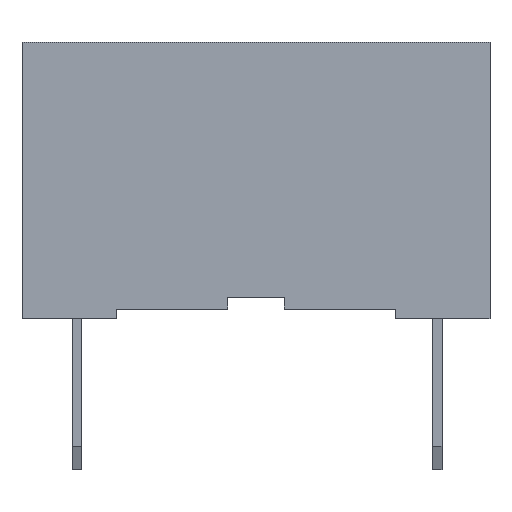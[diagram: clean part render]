
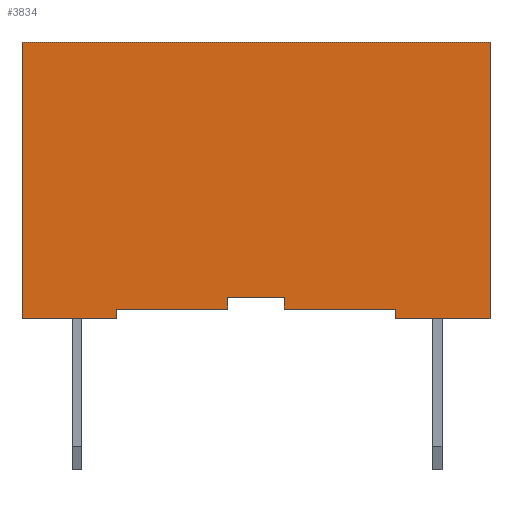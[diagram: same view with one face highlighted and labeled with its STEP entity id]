
A CAD part, left-side view. The second image highlights one B-rep face of the part: STEP entity #3834.
In plain terms, the highlighted planar face has unit normal (-1, 0, 0).
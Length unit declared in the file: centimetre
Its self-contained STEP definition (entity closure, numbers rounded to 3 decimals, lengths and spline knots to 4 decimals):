
#233=FACE_OUTER_BOUND('',#449,.T.);
#449=EDGE_LOOP('',(#2994,#2995,#2996,#2997,#2998,#2999,#3000,#3001,#3002,
#3003,#3004,#3005));
#750=LINE('',#5386,#1229);
#803=LINE('',#5620,#1282);
#810=LINE('',#5635,#1289);
#821=LINE('',#5656,#1300);
#843=LINE('',#5699,#1322);
#848=LINE('',#5708,#1327);
#859=LINE('',#5730,#1338);
#862=LINE('',#5735,#1341);
#870=LINE('',#5750,#1349);
#871=LINE('',#5751,#1350);
#872=LINE('',#5753,#1351);
#873=LINE('',#5754,#1352);
#1229=VECTOR('',#4473,1.);
#1282=VECTOR('',#4528,1.);
#1289=VECTOR('',#4539,1.);
#1300=VECTOR('',#4556,1.);
#1322=VECTOR('',#4586,1.);
#1327=VECTOR('',#4593,1.);
#1338=VECTOR('',#4608,1.);
#1341=VECTOR('',#4613,1.);
#1349=VECTOR('',#4633,1.);
#1350=VECTOR('',#4634,1.);
#1351=VECTOR('',#4635,1.);
#1352=VECTOR('',#4636,1.);
#1660=VERTEX_POINT('',#5383);
#1661=VERTEX_POINT('',#5385);
#1739=VERTEX_POINT('',#5616);
#1741=VERTEX_POINT('',#5619);
#1747=VERTEX_POINT('',#5634);
#1754=VERTEX_POINT('',#5654);
#1771=VERTEX_POINT('',#5698);
#1774=VERTEX_POINT('',#5706);
#1783=VERTEX_POINT('',#5729);
#1784=VERTEX_POINT('',#5733);
#1785=VERTEX_POINT('',#5749);
#1786=VERTEX_POINT('',#5752);
#2090=EDGE_CURVE('',#1660,#1661,#750,.T.);
#2170=EDGE_CURVE('',#1739,#1741,#803,.T.);
#2177=EDGE_CURVE('',#1747,#1741,#810,.T.);
#2188=EDGE_CURVE('',#1739,#1754,#821,.T.);
#2210=EDGE_CURVE('',#1771,#1747,#843,.T.);
#2215=EDGE_CURVE('',#1754,#1774,#848,.T.);
#2226=EDGE_CURVE('',#1783,#1771,#859,.T.);
#2229=EDGE_CURVE('',#1774,#1784,#862,.T.);
#2237=EDGE_CURVE('',#1785,#1784,#870,.T.);
#2238=EDGE_CURVE('',#1661,#1785,#871,.T.);
#2239=EDGE_CURVE('',#1786,#1660,#872,.T.);
#2240=EDGE_CURVE('',#1783,#1786,#873,.T.);
#2994=ORIENTED_EDGE('',*,*,#2188,.T.);
#2995=ORIENTED_EDGE('',*,*,#2215,.T.);
#2996=ORIENTED_EDGE('',*,*,#2229,.T.);
#2997=ORIENTED_EDGE('',*,*,#2237,.F.);
#2998=ORIENTED_EDGE('',*,*,#2238,.F.);
#2999=ORIENTED_EDGE('',*,*,#2090,.F.);
#3000=ORIENTED_EDGE('',*,*,#2239,.F.);
#3001=ORIENTED_EDGE('',*,*,#2240,.F.);
#3002=ORIENTED_EDGE('',*,*,#2226,.T.);
#3003=ORIENTED_EDGE('',*,*,#2210,.T.);
#3004=ORIENTED_EDGE('',*,*,#2177,.T.);
#3005=ORIENTED_EDGE('',*,*,#2170,.F.);
#3667=PLANE('',#4060);
#3834=ADVANCED_FACE('',(#233),#3667,.F.);
#4060=AXIS2_PLACEMENT_3D('',#5748,#4631,#4632);
#4473=DIRECTION('',(0.,-1.,0.));
#4528=DIRECTION('',(0.,1.,0.));
#4539=DIRECTION('',(0.,0.,1.));
#4556=DIRECTION('',(0.,0.,-1.));
#4586=DIRECTION('',(0.,-1.,0.));
#4593=DIRECTION('',(0.,-1.,0.));
#4608=DIRECTION('',(0.,0.,1.));
#4613=DIRECTION('',(0.,0.,-1.));
#4631=DIRECTION('center_axis',(1.,0.,0.));
#4632=DIRECTION('ref_axis',(0.,0.,-1.));
#4633=DIRECTION('',(0.,1.,0.));
#4634=DIRECTION('',(0.,0.,-1.));
#4635=DIRECTION('',(0.,0.,1.));
#4636=DIRECTION('',(0.,1.,0.));
#5383=CARTESIAN_POINT('',(-0.322,0.495,0.2925));
#5385=CARTESIAN_POINT('',(-0.322,-0.495,0.2925));
#5386=CARTESIAN_POINT('',(-0.322,-0.495,0.2925));
#5616=CARTESIAN_POINT('',(-0.322,-0.06,-0.2475));
#5619=CARTESIAN_POINT('',(-0.322,0.06,-0.2475));
#5620=CARTESIAN_POINT('',(-0.322,-0.06,-0.2475));
#5634=CARTESIAN_POINT('',(-0.322,0.06,-0.2725));
#5635=CARTESIAN_POINT('',(-0.322,0.06,-0.1363));
#5654=CARTESIAN_POINT('',(-0.322,-0.06,-0.2725));
#5656=CARTESIAN_POINT('',(-0.322,-0.06,-0.1363));
#5698=CARTESIAN_POINT('',(-0.322,0.295,-0.2725));
#5699=CARTESIAN_POINT('',(-0.322,0.,-0.2725));
#5706=CARTESIAN_POINT('',(-0.322,-0.295,-0.2725));
#5708=CARTESIAN_POINT('',(-0.322,0.,-0.2725));
#5729=CARTESIAN_POINT('',(-0.322,0.295,-0.2925));
#5730=CARTESIAN_POINT('',(-0.322,0.295,-0.1463));
#5733=CARTESIAN_POINT('',(-0.322,-0.295,-0.2925));
#5735=CARTESIAN_POINT('',(-0.322,-0.295,-0.1463));
#5748=CARTESIAN_POINT('Origin',(-0.322,0.,0.));
#5749=CARTESIAN_POINT('',(-0.322,-0.495,-0.2925));
#5750=CARTESIAN_POINT('',(-0.322,0.495,-0.2925));
#5751=CARTESIAN_POINT('',(-0.322,-0.495,-0.2925));
#5752=CARTESIAN_POINT('',(-0.322,0.495,-0.2925));
#5753=CARTESIAN_POINT('',(-0.322,0.495,0.2925));
#5754=CARTESIAN_POINT('',(-0.322,0.495,-0.2925));
